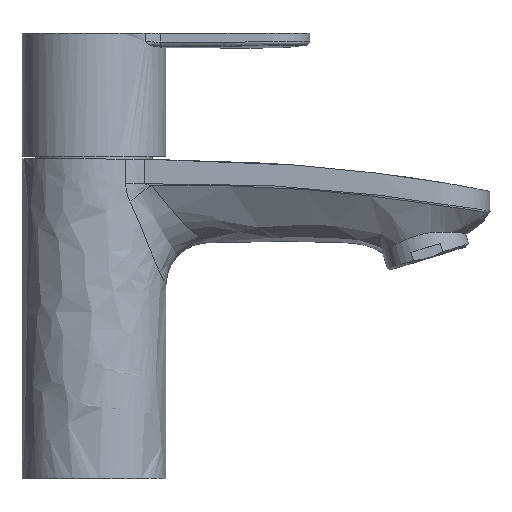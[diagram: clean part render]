
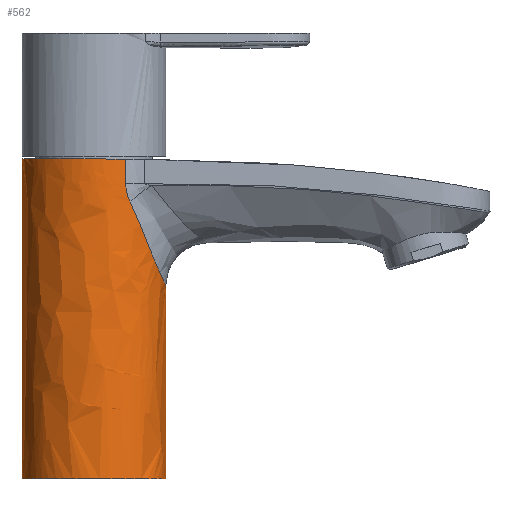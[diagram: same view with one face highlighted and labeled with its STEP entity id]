
A CAD part, front view. The second image highlights one B-rep face of the part: STEP entity #562.
In plain terms, the highlighted free-form (B-spline) face has degree [3, 1] with [7, 2] control points.
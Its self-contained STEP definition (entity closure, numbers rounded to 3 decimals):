
#44=B_SPLINE_SURFACE_WITH_KNOTS('',3,1,((#2230,#2231),(#2232,#2233),(#2234,
#2235),(#2236,#2237),(#2238,#2239),(#2240,#2241),(#2242,#2243)),
 .SURF_OF_LINEAR_EXTRUSION.,.F.,.F.,.F.,(4,1,1,1,4),(2,2),(0.,1.,2.,3.,
4.),(0.216,0.998),.UNSPECIFIED.);
#75=B_SPLINE_CURVE_WITH_KNOTS('',3,(#842,#843,#844,#845,#846,#847,#848,
#849,#850,#851,#852,#853,#854,#855,#856),.UNSPECIFIED.,.F.,.F.,(4,1,1,1,
1,1,1,1,1,1,1,1,4),(0.,0.005,0.008,0.01,
0.015,0.018,0.02,0.025,
0.028,0.03,0.033,0.035,
0.04),.UNSPECIFIED.);
#80=B_SPLINE_CURVE_WITH_KNOTS('',3,(#915,#916,#917,#918,#919,#920,#921,
#922,#923,#924,#925),.UNSPECIFIED.,.F.,.F.,(4,1,1,1,1,1,1,1,4),(0.,0.125,
0.25,0.375,0.5,0.625,0.75,0.875,1.),.UNSPECIFIED.);
#91=B_SPLINE_CURVE_WITH_KNOTS('',3,(#1244,#1245,#1246,#1247),
 .UNSPECIFIED.,.F.,.F.,(4,4),(0.,0.825),.UNSPECIFIED.);
#92=B_SPLINE_CURVE_WITH_KNOTS('',3,(#1248,#1249,#1250,#1251),
 .UNSPECIFIED.,.F.,.F.,(4,4),(0.,1.),.UNSPECIFIED.);
#104=B_SPLINE_CURVE_WITH_KNOTS('',3,(#1881,#1882,#1883,#1884,#1885,#1886,
#1887,#1888,#1889),.UNSPECIFIED.,.F.,.F.,(4,1,1,1,1,1,4),(0.,
0.004,0.008,0.012,0.016,
0.025,0.033),.UNSPECIFIED.);
#107=B_SPLINE_CURVE_WITH_KNOTS('',3,(#1921,#1922,#1923,#1924,#1925),
 .UNSPECIFIED.,.F.,.F.,(4,1,4),(0.,0.003,0.005),
 .UNSPECIFIED.);
#109=B_SPLINE_CURVE_WITH_KNOTS('',3,(#1942,#1943,#1944,#1945),
 .UNSPECIFIED.,.F.,.F.,(4,4),(0.,0.007),
 .UNSPECIFIED.);
#237=ORIENTED_EDGE('',*,*,#344,.T.);
#238=ORIENTED_EDGE('',*,*,#307,.T.);
#239=ORIENTED_EDGE('',*,*,#327,.T.);
#240=ORIENTED_EDGE('',*,*,#312,.T.);
#241=ORIENTED_EDGE('',*,*,#326,.T.);
#242=ORIENTED_EDGE('',*,*,#339,.T.);
#243=ORIENTED_EDGE('',*,*,#342,.T.);
#307=EDGE_CURVE('',#384,#382,#75,.T.);
#312=EDGE_CURVE('',#388,#389,#80,.F.);
#326=EDGE_CURVE('',#389,#400,#91,.T.);
#327=EDGE_CURVE('',#382,#388,#92,.T.);
#339=EDGE_CURVE('',#400,#404,#104,.T.);
#342=EDGE_CURVE('',#404,#406,#107,.T.);
#344=EDGE_CURVE('',#406,#384,#109,.T.);
#382=VERTEX_POINT('',#840);
#384=VERTEX_POINT('',#857);
#388=VERTEX_POINT('',#926);
#389=VERTEX_POINT('',#927);
#400=VERTEX_POINT('',#1243);
#404=VERTEX_POINT('',#1880);
#406=VERTEX_POINT('',#1920);
#470=EDGE_LOOP('',(#237,#238,#239,#240,#241,#242,#243));
#515=FACE_BOUND('',#470,.T.);
#562=ADVANCED_FACE('',(#515),#44,.T.);
#840=CARTESIAN_POINT('',(-20.,0.,93.903));
#842=CARTESIAN_POINT('',(8.861,-17.906,93.878));
#843=CARTESIAN_POINT('',(7.329,-18.66,93.883));
#844=CARTESIAN_POINT('',(4.949,-19.489,93.89));
#845=CARTESIAN_POINT('',(1.563,-19.992,93.895));
#846=CARTESIAN_POINT('',(-1.802,-20.045,93.899));
#847=CARTESIAN_POINT('',(-5.178,-19.425,93.901));
#848=CARTESIAN_POINT('',(-8.321,-18.219,93.902));
#849=CARTESIAN_POINT('',(-11.332,-16.616,93.903));
#850=CARTESIAN_POINT('',(-13.962,-14.504,93.903));
#851=CARTESIAN_POINT('',(-16.149,-11.876,93.903));
#852=CARTESIAN_POINT('',(-17.506,-9.739,93.903));
#853=CARTESIAN_POINT('',(-18.594,-7.447,93.903));
#854=CARTESIAN_POINT('',(-19.664,-4.204,93.903));
#855=CARTESIAN_POINT('',(-20.,-1.709,93.903));
#856=CARTESIAN_POINT('',(-20.,0.,93.903));
#857=CARTESIAN_POINT('',(8.861,-17.906,93.878));
#915=CARTESIAN_POINT('',(20.,0.,5.));
#916=CARTESIAN_POINT('',(20.,-2.596,5.));
#917=CARTESIAN_POINT('',(18.918,-7.844,5.));
#918=CARTESIAN_POINT('',(14.525,-14.523,5.));
#919=CARTESIAN_POINT('',(7.836,-18.919,5.));
#920=CARTESIAN_POINT('',(0.,-20.541,5.));
#921=CARTESIAN_POINT('',(-7.836,-18.919,5.));
#922=CARTESIAN_POINT('',(-14.525,-14.523,5.));
#923=CARTESIAN_POINT('',(-18.918,-7.843,5.));
#924=CARTESIAN_POINT('',(-20.,-2.597,5.));
#925=CARTESIAN_POINT('',(-20.,0.,5.));
#926=CARTESIAN_POINT('',(-20.,0.,5.));
#927=CARTESIAN_POINT('',(20.,0.,5.));
#1243=CARTESIAN_POINT('',(20.,0.,58.603));
#1244=CARTESIAN_POINT('',(20.,0.,5.));
#1245=CARTESIAN_POINT('',(20.,0.,22.868));
#1246=CARTESIAN_POINT('',(20.,0.,40.735));
#1247=CARTESIAN_POINT('',(20.,0.,58.603));
#1248=CARTESIAN_POINT('',(-20.,0.,93.903));
#1249=CARTESIAN_POINT('',(-20.,0.,64.269));
#1250=CARTESIAN_POINT('',(-20.,0.,34.634));
#1251=CARTESIAN_POINT('',(-20.,0.,5.));
#1880=CARTESIAN_POINT('',(10.086,-17.25,81.903));
#1881=CARTESIAN_POINT('',(20.,0.,58.603));
#1882=CARTESIAN_POINT('',(20.,-1.363,58.603));
#1883=CARTESIAN_POINT('',(19.687,-4.087,59.287));
#1884=CARTESIAN_POINT('',(18.647,-7.383,61.585));
#1885=CARTESIAN_POINT('',(17.378,-9.982,64.479));
#1886=CARTESIAN_POINT('',(15.539,-12.754,68.825));
#1887=CARTESIAN_POINT('',(13.229,-15.155,74.67));
#1888=CARTESIAN_POINT('',(11.195,-16.607,79.509));
#1889=CARTESIAN_POINT('',(10.086,-17.25,81.903));
#1920=CARTESIAN_POINT('',(8.861,-17.906,87.019));
#1921=CARTESIAN_POINT('',(10.086,-17.25,81.904));
#1922=CARTESIAN_POINT('',(9.721,-17.462,82.694));
#1923=CARTESIAN_POINT('',(9.107,-17.787,84.328));
#1924=CARTESIAN_POINT('',(8.861,-17.906,86.119));
#1925=CARTESIAN_POINT('',(8.861,-17.906,87.019));
#1942=CARTESIAN_POINT('',(8.861,-17.906,87.019));
#1943=CARTESIAN_POINT('',(8.861,-17.906,89.305));
#1944=CARTESIAN_POINT('',(8.861,-17.906,91.591));
#1945=CARTESIAN_POINT('',(8.861,-17.906,93.877));
#2230=CARTESIAN_POINT('',(-20.,0.,4.467));
#2231=CARTESIAN_POINT('',(-20.,0.,94.437));
#2232=CARTESIAN_POINT('',(-20.,-5.224,4.467));
#2233=CARTESIAN_POINT('',(-20.,-5.224,94.437));
#2234=CARTESIAN_POINT('',(-15.672,-15.672,4.467));
#2235=CARTESIAN_POINT('',(-15.672,-15.672,94.437));
#2236=CARTESIAN_POINT('',(0.,-22.164,4.467));
#2237=CARTESIAN_POINT('',(0.,-22.164,94.437));
#2238=CARTESIAN_POINT('',(15.672,-15.672,4.467));
#2239=CARTESIAN_POINT('',(15.672,-15.672,94.437));
#2240=CARTESIAN_POINT('',(20.,-5.224,4.467));
#2241=CARTESIAN_POINT('',(20.,-5.224,94.437));
#2242=CARTESIAN_POINT('',(20.,0.,4.467));
#2243=CARTESIAN_POINT('',(20.,0.,94.437));
